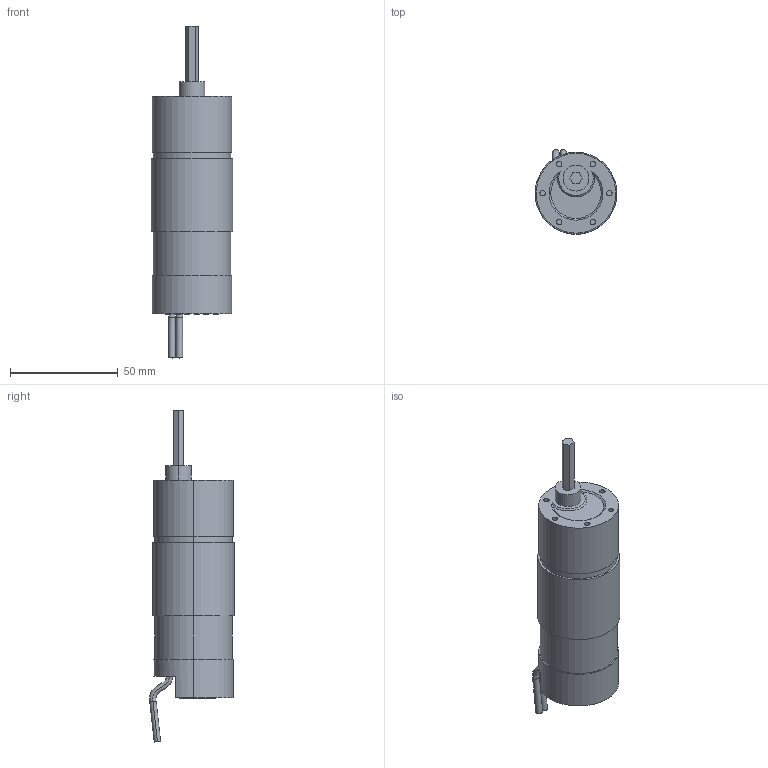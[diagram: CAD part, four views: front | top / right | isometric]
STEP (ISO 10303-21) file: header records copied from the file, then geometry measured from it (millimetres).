
FILE_DESCRIPTION (( 'STEP AP203' ), '1' );
FILE_NAME ('REV-41-1301.STEP', '2016-09-02T07:11:05', ( '' ), ( '' ), 'SwSTEP 2.0', 'SolidWorks 2015', '' );
FILE_SCHEMA (( 'CONFIG_CONTROL_DESIGN' ));
Length unit declared in the file: millimetre
Products named in the file (1): REV-41-1301
Bounding box: 38 x 39.42 x 153.99 mm (x, y, z)
Volume: 107890.1 mm3; surface area: 16446 mm2
Topology: 1 solids, 1 shells, 546 faces, 1405 edges, 934 vertices
Faces by surface type: plane 357, bspline 148, cylinder 36, cone 5
Entity records: 25860 total; most frequent: CARTESIAN_POINT 13416, ORIENTED_EDGE 2810, DIRECTION 1989, EDGE_CURVE 1405, LINE 1023, VECTOR 1023, VERTEX_POINT 934, EDGE_LOOP 619
